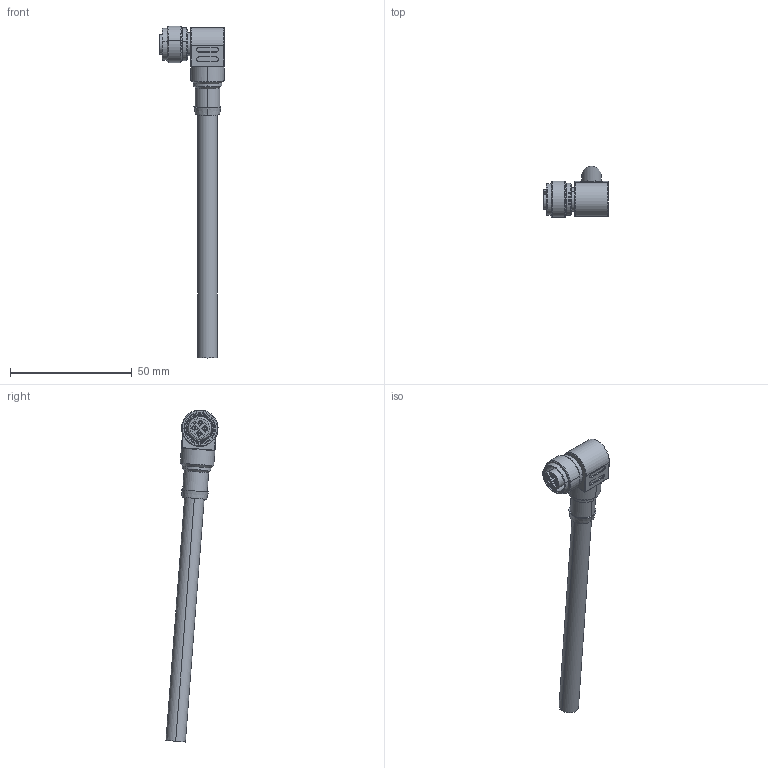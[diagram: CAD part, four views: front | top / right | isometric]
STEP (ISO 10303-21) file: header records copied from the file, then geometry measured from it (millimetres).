
FILE_DESCRIPTION((''),'2;1');
FILE_NAME('ELK4_2-M-P00_ASM','2019-03-26T',('xin.jin'),(''),'PRO/ENGINEER BY PARAMETRIC TECHNOLOGY CORPORATION, 2012060','PRO/ENGINEER BY PARAMETRIC TECHNOLOGY CORPORATION, 2012060','');
FILE_SCHEMA(('AUTOMOTIVE_DESIGN { 1 0 10303 214 1 1 1 1 }'));
Length unit declared in the file: millimetre
Products named in the file (1): ELK4_2-M-P00_ASM
Bounding box: 26.48 x 21.37 x 136.25 mm (x, y, z)
Volume: 11080.2 mm3; surface area: 6559.7 mm2
Topology: 1 solids, 6 shells, 372 faces, 1070 edges, 686 vertices
Faces by surface type: plane 200, cylinder 140, cone 22, torus 6, sphere 4
Entity records: 12521 total; most frequent: CARTESIAN_POINT 2331, DIRECTION 2195, ORIENTED_EDGE 2132, EDGE_CURVE 1066, AXIS2_PLACEMENT_3D 803, VERTEX_POINT 686, VECTOR 589, LINE 589
